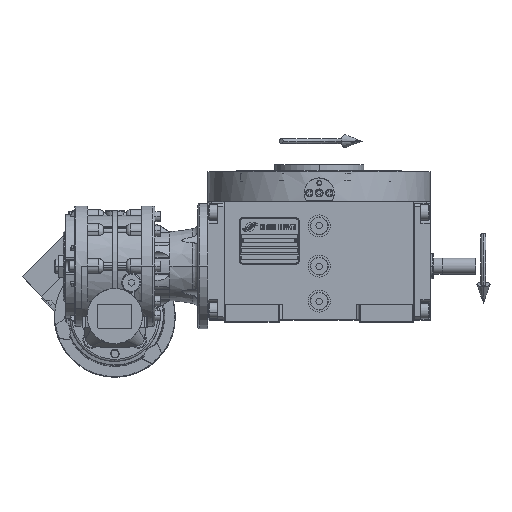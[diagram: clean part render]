
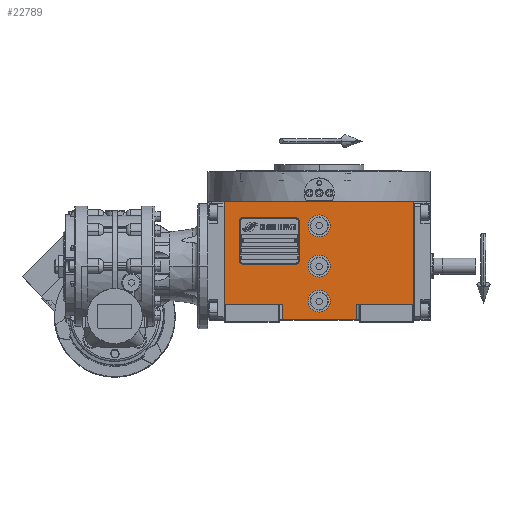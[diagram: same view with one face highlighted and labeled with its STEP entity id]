
A CAD part, top view. The second image highlights one B-rep face of the part: STEP entity #22789.
In plain terms, the highlighted planar face has unit normal (0, 0, 1).
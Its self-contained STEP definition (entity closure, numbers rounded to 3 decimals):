
#145 = VECTOR ( 'NONE', #97797, 1000. ) ;
#275 = CARTESIAN_POINT ( 'NONE',  ( 0., -35., 163.5 ) ) ;
#663 = DIRECTION ( 'NONE',  ( 0., 0., 1. ) ) ;
#2191 = VERTEX_POINT ( 'NONE', #66571 ) ;
#2736 = CARTESIAN_POINT ( 'NONE',  ( -94.5, -53.5, 163.5 ) ) ;
#3452 = VECTOR ( 'NONE', #117773, 1000. ) ;
#4018 = FACE_BOUND ( 'NONE', #99334, .T. ) ;
#4079 = ORIENTED_EDGE ( 'NONE', *, *, #74654, .T. ) ;
#5175 = EDGE_CURVE ( 'NONE', #101251, #45321, #27677, .T. ) ;
#6035 = DIRECTION ( 'NONE',  ( 0., 0., 1. ) ) ;
#8114 = VECTOR ( 'NONE', #53176, 1000. ) ;
#8568 = VERTEX_POINT ( 'NONE', #97497 ) ;
#9628 = LINE ( 'NONE', #68041, #86992 ) ;
#10077 = CARTESIAN_POINT ( 'NONE',  ( -94.5, -38.5, 163.5 ) ) ;
#14483 = ORIENTED_EDGE ( 'NONE', *, *, #46650, .F. ) ;
#15406 = VERTEX_POINT ( 'NONE', #89557 ) ;
#16418 = DIRECTION ( 'NONE',  ( 0., 1., 0. ) ) ;
#17692 = DIRECTION ( 'NONE',  ( 0., 0., 1. ) ) ;
#17936 = ORIENTED_EDGE ( 'NONE', *, *, #31785, .F. ) ;
#18953 = DIRECTION ( 'NONE',  ( -1., 0., 0. ) ) ;
#19509 = ORIENTED_EDGE ( 'NONE', *, *, #41197, .F. ) ;
#20629 = EDGE_CURVE ( 'NONE', #39567, #60539, #51763, .T. ) ;
#21410 = ORIENTED_EDGE ( 'NONE', *, *, #96679, .T. ) ;
#21809 = CARTESIAN_POINT ( 'NONE',  ( 0., 40., 163.5 ) ) ;
#21948 = EDGE_CURVE ( 'NONE', #2191, #44485, #126179, .T. ) ;
#22438 = CARTESIAN_POINT ( 'NONE',  ( -94.5, 64.5, 163.5 ) ) ;
#22789 = ADVANCED_FACE ( 'NONE', ( #63657, #23240, #4018, #61770 ), #43723, .T. ) ;
#23240 = FACE_BOUND ( 'NONE', #113984, .T. ) ;
#24268 = EDGE_CURVE ( 'NONE', #45321, #101251, #60975, .T. ) ;
#26177 = CARTESIAN_POINT ( 'NONE',  ( -37., -53.5, 163.5 ) ) ;
#27246 = ORIENTED_EDGE ( 'NONE', *, *, #5175, .F. ) ;
#27575 = DIRECTION ( 'NONE',  ( 0., 0., 1. ) ) ;
#27677 = CIRCLE ( 'NONE', #48068, 11. ) ;
#29100 = CARTESIAN_POINT ( 'NONE',  ( 37., -38.5, 163.5 ) ) ;
#29827 = CARTESIAN_POINT ( 'NONE',  ( -37., -53.5, 163.5 ) ) ;
#30132 = EDGE_CURVE ( 'NONE', #57880, #60539, #57662, .T. ) ;
#30368 = LINE ( 'NONE', #29100, #145 ) ;
#31785 = EDGE_CURVE ( 'NONE', #126816, #15406, #98784, .T. ) ;
#31838 = DIRECTION ( 'NONE',  ( 0., -1., 0. ) ) ;
#31967 = ORIENTED_EDGE ( 'NONE', *, *, #76288, .F. ) ;
#33110 = CARTESIAN_POINT ( 'NONE',  ( 37., -38.5, 163.5 ) ) ;
#34874 = DIRECTION ( 'NONE',  ( -1., 0., 0. ) ) ;
#37384 = ORIENTED_EDGE ( 'NONE', *, *, #57728, .F. ) ;
#39567 = VERTEX_POINT ( 'NONE', #67554 ) ;
#40093 = CIRCLE ( 'NONE', #107785, 11. ) ;
#40835 = VECTOR ( 'NONE', #31838, 1000. ) ;
#41197 = EDGE_CURVE ( 'NONE', #15406, #126816, #67517, .T. ) ;
#42859 = ORIENTED_EDGE ( 'NONE', *, *, #62104, .F. ) ;
#43723 = PLANE ( 'NONE',  #72940 ) ;
#44485 = VERTEX_POINT ( 'NONE', #47856 ) ;
#45321 = VERTEX_POINT ( 'NONE', #125740 ) ;
#46171 = AXIS2_PLACEMENT_3D ( 'NONE', #65840, #17692, #85754 ) ;
#46650 = EDGE_CURVE ( 'NONE', #44485, #2191, #40093, .T. ) ;
#47856 = CARTESIAN_POINT ( 'NONE',  ( -11., 0., 163.5 ) ) ;
#48068 = AXIS2_PLACEMENT_3D ( 'NONE', #21809, #663, #89239 ) ;
#48586 = ORIENTED_EDGE ( 'NONE', *, *, #20629, .T. ) ;
#49198 = DIRECTION ( 'NONE',  ( 1., 0., 0. ) ) ;
#51763 = LINE ( 'NONE', #90954, #54176 ) ;
#52221 = CARTESIAN_POINT ( 'NONE',  ( 11., -35., 163.5 ) ) ;
#53176 = DIRECTION ( 'NONE',  ( 1., 0., 0. ) ) ;
#54176 = VECTOR ( 'NONE', #16418, 1000. ) ;
#55702 = AXIS2_PLACEMENT_3D ( 'NONE', #275, #105568, #67039 ) ;
#55775 = DIRECTION ( 'NONE',  ( 1., 0., 0. ) ) ;
#57662 = LINE ( 'NONE', #66666, #104865 ) ;
#57728 = EDGE_CURVE ( 'NONE', #115139, #57880, #9628, .T. ) ;
#57880 = VERTEX_POINT ( 'NONE', #22438 ) ;
#60539 = VERTEX_POINT ( 'NONE', #125080 ) ;
#60975 = CIRCLE ( 'NONE', #63087, 11. ) ;
#61770 = FACE_OUTER_BOUND ( 'NONE', #118130, .T. ) ;
#62104 = EDGE_CURVE ( 'NONE', #8568, #107903, #108827, .T. ) ;
#63026 = DIRECTION ( 'NONE',  ( 1., 0., 0. ) ) ;
#63087 = AXIS2_PLACEMENT_3D ( 'NONE', #113630, #27575, #84108 ) ;
#63657 = FACE_BOUND ( 'NONE', #75895, .T. ) ;
#64072 = ORIENTED_EDGE ( 'NONE', *, *, #30132, .F. ) ;
#65840 = CARTESIAN_POINT ( 'NONE',  ( 0., 0., 163.5 ) ) ;
#66571 = CARTESIAN_POINT ( 'NONE',  ( 11., 0., 163.5 ) ) ;
#66666 = CARTESIAN_POINT ( 'NONE',  ( -94.5, 64.5, 163.5 ) ) ;
#67039 = DIRECTION ( 'NONE',  ( 1., 0., 0. ) ) ;
#67423 = CARTESIAN_POINT ( 'NONE',  ( 0., -35., 163.5 ) ) ;
#67517 = CIRCLE ( 'NONE', #100451, 11. ) ;
#67554 = CARTESIAN_POINT ( 'NONE',  ( 94.5, -38.5, 163.5 ) ) ;
#68041 = CARTESIAN_POINT ( 'NONE',  ( -94.5, -38.5, 163.5 ) ) ;
#69732 = LINE ( 'NONE', #33110, #40835 ) ;
#72940 = AXIS2_PLACEMENT_3D ( 'NONE', #2736, #100950, #63026 ) ;
#74207 = VECTOR ( 'NONE', #49198, 1000. ) ;
#74654 = EDGE_CURVE ( 'NONE', #8568, #91513, #84578, .T. ) ;
#75895 = EDGE_LOOP ( 'NONE', ( #118609, #14483 ) ) ;
#76288 = EDGE_CURVE ( 'NONE', #106291, #91513, #69732, .T. ) ;
#78606 = DIRECTION ( 'NONE',  ( 0., 0., 1. ) ) ;
#84108 = DIRECTION ( 'NONE',  ( 1., 0., 0. ) ) ;
#84247 = CARTESIAN_POINT ( 'NONE',  ( -11., 40., 163.5 ) ) ;
#84578 = LINE ( 'NONE', #26177, #8114 ) ;
#85403 = DIRECTION ( 'NONE',  ( 0., 1., 0. ) ) ;
#85754 = DIRECTION ( 'NONE',  ( 1., 0., 0. ) ) ;
#86992 = VECTOR ( 'NONE', #85403, 1000. ) ;
#89239 = DIRECTION ( 'NONE',  ( -1., 0., 0. ) ) ;
#89557 = CARTESIAN_POINT ( 'NONE',  ( -11., -35., 163.5 ) ) ;
#90954 = CARTESIAN_POINT ( 'NONE',  ( 94.5, -38.5, 163.5 ) ) ;
#91513 = VERTEX_POINT ( 'NONE', #101564 ) ;
#96679 = EDGE_CURVE ( 'NONE', #106291, #39567, #30368, .T. ) ;
#97497 = CARTESIAN_POINT ( 'NONE',  ( -37., -53.5, 163.5 ) ) ;
#97797 = DIRECTION ( 'NONE',  ( 1., 0., 0. ) ) ;
#98032 = LINE ( 'NONE', #10077, #74207 ) ;
#98784 = CIRCLE ( 'NONE', #55702, 11. ) ;
#99334 = EDGE_LOOP ( 'NONE', ( #125390, #27246 ) ) ;
#99918 = EDGE_CURVE ( 'NONE', #115139, #107903, #98032, .T. ) ;
#100451 = AXIS2_PLACEMENT_3D ( 'NONE', #67423, #6035, #34874 ) ;
#100950 = DIRECTION ( 'NONE',  ( 0., 0., 1. ) ) ;
#101251 = VERTEX_POINT ( 'NONE', #84247 ) ;
#101564 = CARTESIAN_POINT ( 'NONE',  ( 37., -53.5, 163.5 ) ) ;
#102951 = CARTESIAN_POINT ( 'NONE',  ( -94.5, -38.5, 163.5 ) ) ;
#104865 = VECTOR ( 'NONE', #55775, 1000. ) ;
#105568 = DIRECTION ( 'NONE',  ( 0., 0., 1. ) ) ;
#106291 = VERTEX_POINT ( 'NONE', #114722 ) ;
#107785 = AXIS2_PLACEMENT_3D ( 'NONE', #126773, #78606, #18953 ) ;
#107903 = VERTEX_POINT ( 'NONE', #115830 ) ;
#108827 = LINE ( 'NONE', #29827, #3452 ) ;
#113630 = CARTESIAN_POINT ( 'NONE',  ( 0., 40., 163.5 ) ) ;
#113984 = EDGE_LOOP ( 'NONE', ( #17936, #19509 ) ) ;
#114230 = ORIENTED_EDGE ( 'NONE', *, *, #99918, .T. ) ;
#114722 = CARTESIAN_POINT ( 'NONE',  ( 37., -38.5, 163.5 ) ) ;
#115139 = VERTEX_POINT ( 'NONE', #102951 ) ;
#115830 = CARTESIAN_POINT ( 'NONE',  ( -37., -38.5, 163.5 ) ) ;
#117773 = DIRECTION ( 'NONE',  ( 0., 1., 0. ) ) ;
#118130 = EDGE_LOOP ( 'NONE', ( #4079, #31967, #21410, #48586, #64072, #37384, #114230, #42859 ) ) ;
#118609 = ORIENTED_EDGE ( 'NONE', *, *, #21948, .F. ) ;
#125080 = CARTESIAN_POINT ( 'NONE',  ( 94.5, 64.5, 163.5 ) ) ;
#125390 = ORIENTED_EDGE ( 'NONE', *, *, #24268, .F. ) ;
#125740 = CARTESIAN_POINT ( 'NONE',  ( 11., 40., 163.5 ) ) ;
#126179 = CIRCLE ( 'NONE', #46171, 11. ) ;
#126773 = CARTESIAN_POINT ( 'NONE',  ( 0., 0., 163.5 ) ) ;
#126816 = VERTEX_POINT ( 'NONE', #52221 ) ;
